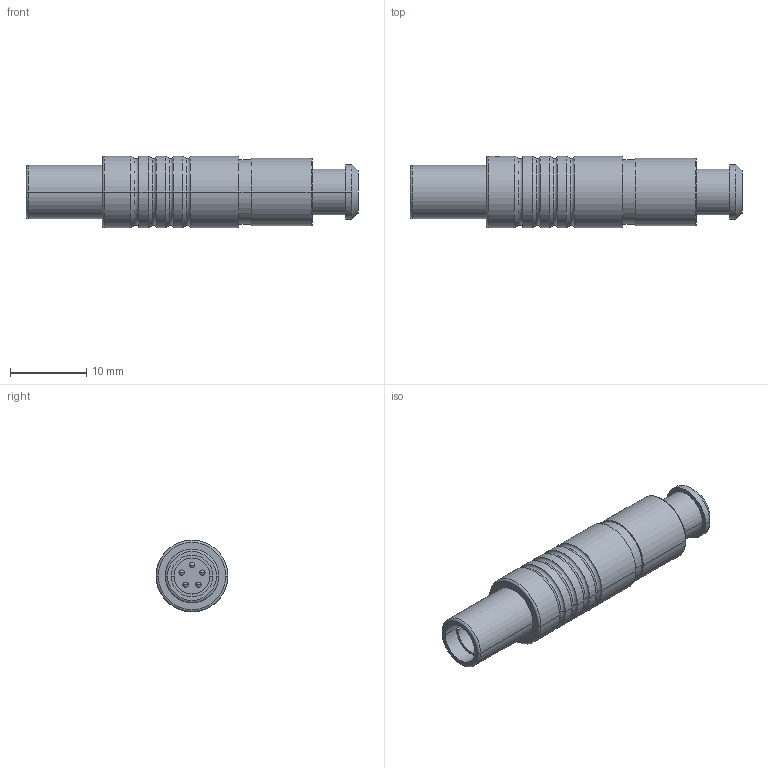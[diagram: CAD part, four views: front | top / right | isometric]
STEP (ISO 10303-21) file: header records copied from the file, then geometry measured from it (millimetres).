
FILE_DESCRIPTION((''),'2;1');
FILE_NAME('S20F1C-P05M','2021-01-22T08:18:49',('RTrager'),(''),'CREO PARAMETRIC BY PTC INC, 2018300','CREO PARAMETRIC BY PTC INC, 2018300','');
FILE_SCHEMA(('AP242_MANAGED_MODEL_BASED_3D_ENGINEERING_MIM_LF { 1 0 10303 442 1 1 4 }'));
Length unit declared in the file: millimetre
Products named in the file (1): S20F1C-P05M
Bounding box: 43.5 x 9.4 x 9.4 mm (x, y, z)
Volume: 1774.8 mm3; surface area: 2039.5 mm2
Topology: 1 solids, 1 shells, 136 faces, 312 edges, 187 vertices
Faces by surface type: cylinder 73, plane 24, torus 19, cone 10, sphere 10
Entity records: 5922 total; most frequent: CARTESIAN_POINT 890, DIRECTION 724, ORIENTED_EDGE 604, PRESENTATION_STYLE_ASSIGNMENT 380, AXIS2_PLACEMENT_3D 312, STYLED_ITEM 306, CURVE_STYLE 302, EDGE_CURVE 302
